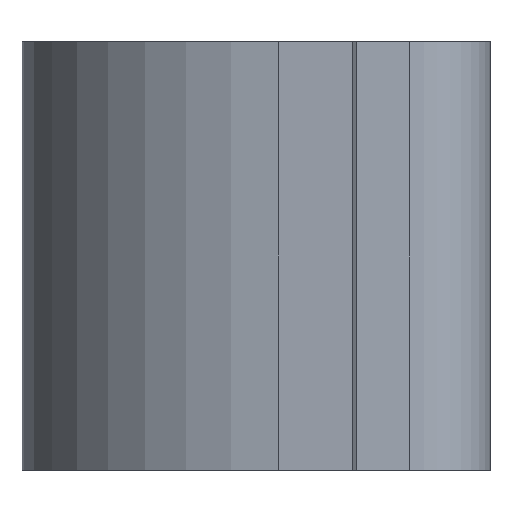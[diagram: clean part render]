
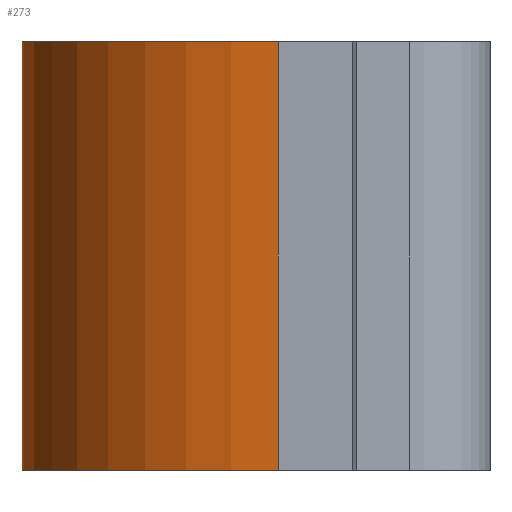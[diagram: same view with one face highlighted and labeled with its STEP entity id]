
A CAD part, left-side view. The second image highlights one B-rep face of the part: STEP entity #273.
In plain terms, the highlighted cylindrical face has radius 5.25 mm (diameter 10.5 mm), a partial arc.
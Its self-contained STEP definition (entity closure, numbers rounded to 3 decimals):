
#7 = EDGE_CURVE ( 'NONE', #52, #393, #455, .T. ) ;
#9 = ORIENTED_EDGE ( 'NONE', *, *, #7, .T. ) ;
#20 = ORIENTED_EDGE ( 'NONE', *, *, #304, .T. ) ;
#26 = EDGE_LOOP ( 'NONE', ( #20, #208, #564, #9 ) ) ;
#34 = DIRECTION ( 'NONE',  ( 1., 0., 0. ) ) ;
#52 = VERTEX_POINT ( 'NONE', #258 ) ;
#75 = CARTESIAN_POINT ( 'NONE',  ( -5.23, 0.458, -4. ) ) ;
#121 = EDGE_CURVE ( 'NONE', #52, #335, #580, .T. ) ;
#178 = CARTESIAN_POINT ( 'NONE',  ( 0., 0., 4. ) ) ;
#183 = DIRECTION ( 'NONE',  ( 0., 0., 1. ) ) ;
#190 = CARTESIAN_POINT ( 'NONE',  ( 5.25, 0., -4. ) ) ;
#200 = DIRECTION ( 'NONE',  ( 1., 0., 0. ) ) ;
#202 = CIRCLE ( 'NONE', #367, 5.25 ) ;
#208 = ORIENTED_EDGE ( 'NONE', *, *, #224, .F. ) ;
#224 = EDGE_CURVE ( 'NONE', #335, #454, #439, .T. ) ;
#258 = CARTESIAN_POINT ( 'NONE',  ( 5.25, 0., 4. ) ) ;
#273 = ADVANCED_FACE ( 'NONE', ( #339 ), #382, .T. ) ;
#304 = EDGE_CURVE ( 'NONE', #393, #454, #202, .T. ) ;
#335 = VERTEX_POINT ( 'NONE', #586 ) ;
#339 = FACE_OUTER_BOUND ( 'NONE', #26, .T. ) ;
#353 = VECTOR ( 'NONE', #500, 1000. ) ;
#367 = AXIS2_PLACEMENT_3D ( 'NONE', #543, #471, #34 ) ;
#382 = CYLINDRICAL_SURFACE ( 'NONE', #399, 5.25 ) ;
#393 = VERTEX_POINT ( 'NONE', #190 ) ;
#399 = AXIS2_PLACEMENT_3D ( 'NONE', #547, #553, #505 ) ;
#401 = CARTESIAN_POINT ( 'NONE',  ( 5.25, 0., 4. ) ) ;
#439 = LINE ( 'NONE', #540, #353 ) ;
#454 = VERTEX_POINT ( 'NONE', #75 ) ;
#455 = LINE ( 'NONE', #401, #474 ) ;
#471 = DIRECTION ( 'NONE',  ( 0., 0., 1. ) ) ;
#474 = VECTOR ( 'NONE', #532, 1000. ) ;
#500 = DIRECTION ( 'NONE',  ( 0., 0., -1. ) ) ;
#505 = DIRECTION ( 'NONE',  ( -1., 0., 0. ) ) ;
#532 = DIRECTION ( 'NONE',  ( 0., 0., -1. ) ) ;
#540 = CARTESIAN_POINT ( 'NONE',  ( -5.23, 0.458, 4. ) ) ;
#543 = CARTESIAN_POINT ( 'NONE',  ( 0., 0., -4. ) ) ;
#547 = CARTESIAN_POINT ( 'NONE',  ( 0., 0., 4. ) ) ;
#553 = DIRECTION ( 'NONE',  ( 0., 0., -1. ) ) ;
#564 = ORIENTED_EDGE ( 'NONE', *, *, #121, .F. ) ;
#580 = CIRCLE ( 'NONE', #609, 5.25 ) ;
#586 = CARTESIAN_POINT ( 'NONE',  ( -5.23, 0.458, 4. ) ) ;
#609 = AXIS2_PLACEMENT_3D ( 'NONE', #178, #183, #200 ) ;
